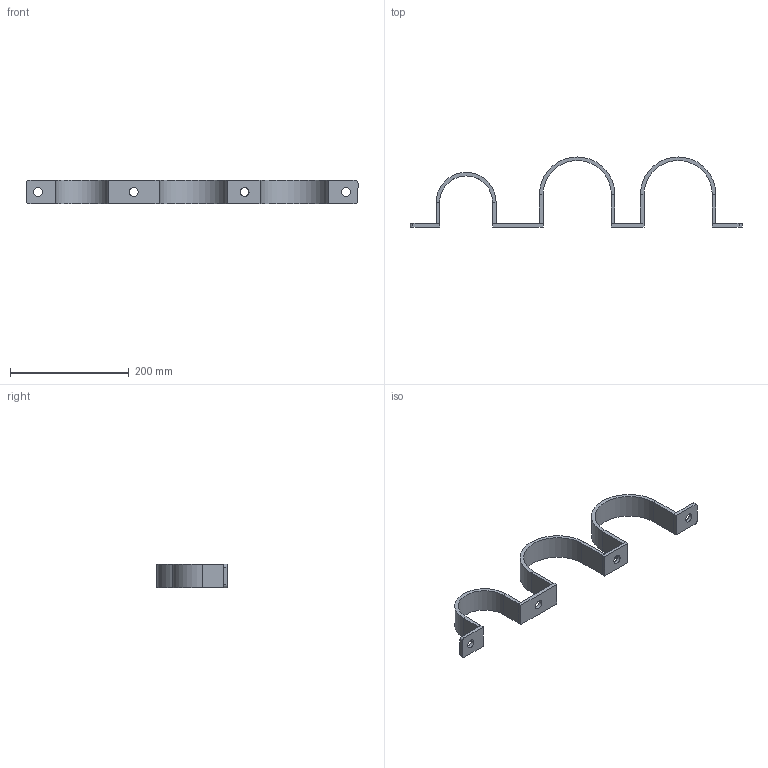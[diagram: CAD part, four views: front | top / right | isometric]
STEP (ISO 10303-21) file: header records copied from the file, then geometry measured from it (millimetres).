
FILE_DESCRIPTION (( 'STEP AP203' ), '1' );
FILE_NAME ('4229-50-15_REV_.step', '2026-01-09T02:48:44', ( '' ), ( '' ), 'SwSTEP 2.0', 'SolidWorks 2025', '' );
FILE_SCHEMA (( 'CONFIG_CONTROL_DESIGN' ));
Length unit declared in the file: millimetre
Products named in the file (6): 4229-50-10-10; 4229-50-15_REV_; 4229-50-10-30; 4229-50-10-35; 4229-50-10-20; 4229-50-10-25
Assembly tree (7 placements, depth 2):
  4229-50-15_REV_
    4229-50-10-20
    4229-50-10-30  x2
    4229-50-10-25
    4229-50-10-10  x2
    4229-50-10-35
Bounding box: 559 x 118 x 40 mm (x, y, z)
Volume: 243876.1 mm3; surface area: 98143.8 mm2
Topology: 7 solids, 7 shells, 78 faces, 168 edges, 104 vertices
Faces by surface type: plane 60, cylinder 18
Entity records: 2144 total; most frequent: DIRECTION 268, CARTESIAN_POINT 252, ORIENTED_EDGE 232, EDGE_CURVE 116, LINE 92, VECTOR 92, AXIS2_PLACEMENT_3D 88, VERTEX_POINT 72
